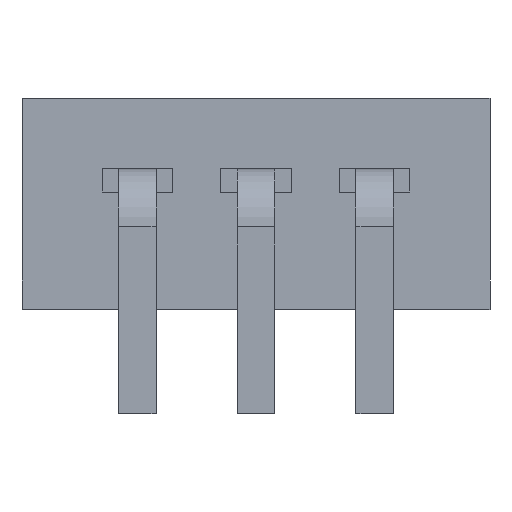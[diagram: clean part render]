
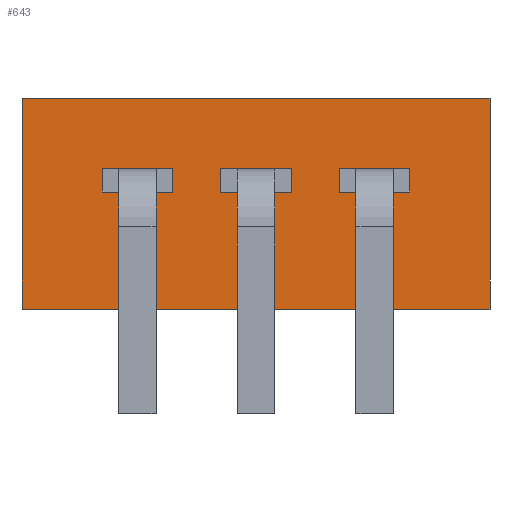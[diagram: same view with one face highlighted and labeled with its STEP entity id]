
A CAD part, top view. The second image highlights one B-rep face of the part: STEP entity #643.
In plain terms, the highlighted planar face has unit normal (0, 0, 1).
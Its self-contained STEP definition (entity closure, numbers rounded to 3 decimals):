
#58 = LINE ( 'NONE', #1963, #7974 ) ;
#107 = LINE ( 'NONE', #2845, #4753 ) ;
#145 = VECTOR ( 'NONE', #5260, 1000. ) ;
#213 = VECTOR ( 'NONE', #979, 1000. ) ;
#224 = CARTESIAN_POINT ( 'NONE',  ( 0.71, 2.99, 2. ) ) ;
#268 = DIRECTION ( 'NONE',  ( 0., 0., 1. ) ) ;
#270 = ORIENTED_EDGE ( 'NONE', *, *, #9391, .F. ) ;
#320 = LINE ( 'NONE', #883, #8688 ) ;
#383 = DIRECTION ( 'NONE',  ( -1., 0., 0. ) ) ;
#419 = EDGE_CURVE ( 'NONE', #5093, #3811, #5481, .T. ) ;
#430 = DIRECTION ( 'NONE',  ( 1., 0., 0. ) ) ;
#443 = ORIENTED_EDGE ( 'NONE', *, *, #8854, .F. ) ;
#527 = CARTESIAN_POINT ( 'NONE',  ( 7.29, 2.49, 2. ) ) ;
#537 = VERTEX_POINT ( 'NONE', #3631 ) ;
#582 = LINE ( 'NONE', #7975, #8461 ) ;
#621 = LINE ( 'NONE', #8727, #6968 ) ;
#643 = ADVANCED_FACE ( 'NONE', ( #8751, #7826, #9583, #2074 ), #4094, .T. ) ;
#883 = CARTESIAN_POINT ( 'NONE',  ( 2.21, 2.99, 2. ) ) ;
#919 = EDGE_CURVE ( 'NONE', #1374, #8915, #5887, .T. ) ;
#979 = DIRECTION ( 'NONE',  ( 0., -1., 0. ) ) ;
#1076 = CARTESIAN_POINT ( 'NONE',  ( 9.01, -0.01, 2. ) ) ;
#1125 = LINE ( 'NONE', #8106, #6994 ) ;
#1302 = CARTESIAN_POINT ( 'NONE',  ( 0.71, 2.49, 2. ) ) ;
#1317 = EDGE_CURVE ( 'NONE', #5582, #1481, #5988, .T. ) ;
#1365 = CARTESIAN_POINT ( 'NONE',  ( 4.75, 2.49, 2. ) ) ;
#1374 = VERTEX_POINT ( 'NONE', #224 ) ;
#1411 = ORIENTED_EDGE ( 'NONE', *, *, #6703, .F. ) ;
#1481 = VERTEX_POINT ( 'NONE', #4802 ) ;
#1549 = EDGE_LOOP ( 'NONE', ( #7173, #4639, #4934, #5027 ) ) ;
#1783 = LINE ( 'NONE', #2763, #6321 ) ;
#1786 = CARTESIAN_POINT ( 'NONE',  ( 7.29, 2.99, 2. ) ) ;
#1886 = DIRECTION ( 'NONE',  ( 1., 0., 0. ) ) ;
#1939 = DIRECTION ( 'NONE',  ( 0., 1., 0. ) ) ;
#1963 = CARTESIAN_POINT ( 'NONE',  ( 0., -0.01, 2. ) ) ;
#2016 = VECTOR ( 'NONE', #1939, 1000. ) ;
#2074 = FACE_BOUND ( 'NONE', #5267, .T. ) ;
#2188 = ORIENTED_EDGE ( 'NONE', *, *, #9482, .F. ) ;
#2228 = CARTESIAN_POINT ( 'NONE',  ( -1.01, 4.5, 2. ) ) ;
#2426 = EDGE_CURVE ( 'NONE', #8067, #2589, #4059, .T. ) ;
#2492 = EDGE_CURVE ( 'NONE', #9587, #5093, #582, .T. ) ;
#2517 = VECTOR ( 'NONE', #9162, 1000. ) ;
#2571 = CARTESIAN_POINT ( 'NONE',  ( 0.71, 2.99, 2. ) ) ;
#2589 = VERTEX_POINT ( 'NONE', #3350 ) ;
#2601 = LINE ( 'NONE', #8958, #7996 ) ;
#2717 = DIRECTION ( 'NONE',  ( 0., 1., 0. ) ) ;
#2746 = CARTESIAN_POINT ( 'NONE',  ( 2.21, 2.99, 2. ) ) ;
#2750 = EDGE_CURVE ( 'NONE', #7950, #6807, #4286, .T. ) ;
#2763 = CARTESIAN_POINT ( 'NONE',  ( 5.79, 2.99, 2. ) ) ;
#2801 = CARTESIAN_POINT ( 'NONE',  ( -1.01, -0.01, 2. ) ) ;
#2845 = CARTESIAN_POINT ( 'NONE',  ( 5.79, 2.49, 2. ) ) ;
#2848 = EDGE_CURVE ( 'NONE', #4478, #1481, #4973, .T. ) ;
#2865 = VECTOR ( 'NONE', #7263, 1000. ) ;
#2973 = ORIENTED_EDGE ( 'NONE', *, *, #919, .F. ) ;
#3350 = CARTESIAN_POINT ( 'NONE',  ( 7.29, 2.99, 2. ) ) ;
#3521 = DIRECTION ( 'NONE',  ( 1., 0., 0. ) ) ;
#3631 = CARTESIAN_POINT ( 'NONE',  ( 2.21, 2.49, 2. ) ) ;
#3633 = EDGE_CURVE ( 'NONE', #8915, #537, #1125, .T. ) ;
#3681 = ORIENTED_EDGE ( 'NONE', *, *, #419, .F. ) ;
#3811 = VERTEX_POINT ( 'NONE', #4491 ) ;
#4059 = LINE ( 'NONE', #1786, #2016 ) ;
#4094 = PLANE ( 'NONE',  #6326 ) ;
#4152 = CARTESIAN_POINT ( 'NONE',  ( 3.25, 2.99, 2. ) ) ;
#4191 = EDGE_CURVE ( 'NONE', #8388, #5582, #5292, .T. ) ;
#4220 = ORIENTED_EDGE ( 'NONE', *, *, #2426, .F. ) ;
#4286 = LINE ( 'NONE', #7147, #213 ) ;
#4296 = DIRECTION ( 'NONE',  ( 0., 1., 0. ) ) ;
#4340 = EDGE_LOOP ( 'NONE', ( #1411, #9038, #443, #4220 ) ) ;
#4478 = VERTEX_POINT ( 'NONE', #1076 ) ;
#4491 = CARTESIAN_POINT ( 'NONE',  ( 3.25, 2.99, 2. ) ) ;
#4586 = EDGE_CURVE ( 'NONE', #8388, #4478, #58, .T. ) ;
#4639 = ORIENTED_EDGE ( 'NONE', *, *, #1317, .F. ) ;
#4753 = VECTOR ( 'NONE', #430, 1000. ) ;
#4802 = CARTESIAN_POINT ( 'NONE',  ( 9.01, 4.5, 2. ) ) ;
#4934 = ORIENTED_EDGE ( 'NONE', *, *, #4191, .F. ) ;
#4973 = LINE ( 'NONE', #5110, #6910 ) ;
#5027 = ORIENTED_EDGE ( 'NONE', *, *, #4586, .T. ) ;
#5093 = VERTEX_POINT ( 'NONE', #7351 ) ;
#5110 = CARTESIAN_POINT ( 'NONE',  ( 9.01, -0.01, 2. ) ) ;
#5260 = DIRECTION ( 'NONE',  ( 0., -1., 0. ) ) ;
#5267 = EDGE_LOOP ( 'NONE', ( #8492, #2973, #9527, #270 ) ) ;
#5292 = LINE ( 'NONE', #2801, #7611 ) ;
#5481 = LINE ( 'NONE', #4152, #2865 ) ;
#5532 = CARTESIAN_POINT ( 'NONE',  ( 0.71, 2.99, 2. ) ) ;
#5553 = EDGE_LOOP ( 'NONE', ( #8903, #2188, #3681, #5982 ) ) ;
#5582 = VERTEX_POINT ( 'NONE', #2228 ) ;
#5617 = DIRECTION ( 'NONE',  ( 1., 0., 0. ) ) ;
#5779 = DIRECTION ( 'NONE',  ( 0., 1., 0. ) ) ;
#5785 = EDGE_CURVE ( 'NONE', #7426, #9587, #621, .T. ) ;
#5873 = DIRECTION ( 'NONE',  ( 1., 0., 0. ) ) ;
#5887 = LINE ( 'NONE', #5532, #145 ) ;
#5982 = ORIENTED_EDGE ( 'NONE', *, *, #2492, .F. ) ;
#5988 = LINE ( 'NONE', #9130, #2517 ) ;
#6176 = EDGE_CURVE ( 'NONE', #9891, #1374, #9317, .T. ) ;
#6321 = VECTOR ( 'NONE', #383, 1000. ) ;
#6326 = AXIS2_PLACEMENT_3D ( 'NONE', #9413, #268, #5617 ) ;
#6703 = EDGE_CURVE ( 'NONE', #6807, #8067, #107, .T. ) ;
#6807 = VERTEX_POINT ( 'NONE', #9093 ) ;
#6910 = VECTOR ( 'NONE', #5779, 1000. ) ;
#6956 = VECTOR ( 'NONE', #9267, 1000. ) ;
#6968 = VECTOR ( 'NONE', #1886, 1000. ) ;
#6994 = VECTOR ( 'NONE', #5873, 1000. ) ;
#7147 = CARTESIAN_POINT ( 'NONE',  ( 5.79, 2.99, 2. ) ) ;
#7173 = ORIENTED_EDGE ( 'NONE', *, *, #2848, .T. ) ;
#7263 = DIRECTION ( 'NONE',  ( -1., 0., 0. ) ) ;
#7351 = CARTESIAN_POINT ( 'NONE',  ( 4.75, 2.99, 2. ) ) ;
#7426 = VERTEX_POINT ( 'NONE', #9802 ) ;
#7611 = VECTOR ( 'NONE', #8061, 1000. ) ;
#7826 = FACE_OUTER_BOUND ( 'NONE', #1549, .T. ) ;
#7950 = VERTEX_POINT ( 'NONE', #8770 ) ;
#7974 = VECTOR ( 'NONE', #3521, 1000. ) ;
#7975 = CARTESIAN_POINT ( 'NONE',  ( 4.75, 2.99, 2. ) ) ;
#7996 = VECTOR ( 'NONE', #9682, 1000. ) ;
#8061 = DIRECTION ( 'NONE',  ( 0., 1., 0. ) ) ;
#8067 = VERTEX_POINT ( 'NONE', #527 ) ;
#8106 = CARTESIAN_POINT ( 'NONE',  ( 0.71, 2.49, 2. ) ) ;
#8388 = VERTEX_POINT ( 'NONE', #9445 ) ;
#8461 = VECTOR ( 'NONE', #2717, 1000. ) ;
#8492 = ORIENTED_EDGE ( 'NONE', *, *, #3633, .F. ) ;
#8688 = VECTOR ( 'NONE', #4296, 1000. ) ;
#8727 = CARTESIAN_POINT ( 'NONE',  ( 3.25, 2.49, 2. ) ) ;
#8751 = FACE_BOUND ( 'NONE', #4340, .T. ) ;
#8770 = CARTESIAN_POINT ( 'NONE',  ( 5.79, 2.99, 2. ) ) ;
#8854 = EDGE_CURVE ( 'NONE', #2589, #7950, #1783, .T. ) ;
#8903 = ORIENTED_EDGE ( 'NONE', *, *, #5785, .F. ) ;
#8915 = VERTEX_POINT ( 'NONE', #1302 ) ;
#8958 = CARTESIAN_POINT ( 'NONE',  ( 3.25, 2.99, 2. ) ) ;
#9038 = ORIENTED_EDGE ( 'NONE', *, *, #2750, .F. ) ;
#9093 = CARTESIAN_POINT ( 'NONE',  ( 5.79, 2.49, 2. ) ) ;
#9130 = CARTESIAN_POINT ( 'NONE',  ( 0., 4.5, 2. ) ) ;
#9162 = DIRECTION ( 'NONE',  ( 1., 0., 0. ) ) ;
#9267 = DIRECTION ( 'NONE',  ( -1., 0., 0. ) ) ;
#9317 = LINE ( 'NONE', #2571, #6956 ) ;
#9391 = EDGE_CURVE ( 'NONE', #537, #9891, #320, .T. ) ;
#9413 = CARTESIAN_POINT ( 'NONE',  ( 0., -0.01, 2. ) ) ;
#9445 = CARTESIAN_POINT ( 'NONE',  ( -1.01, -0.01, 2. ) ) ;
#9482 = EDGE_CURVE ( 'NONE', #3811, #7426, #2601, .T. ) ;
#9527 = ORIENTED_EDGE ( 'NONE', *, *, #6176, .F. ) ;
#9583 = FACE_BOUND ( 'NONE', #5553, .T. ) ;
#9587 = VERTEX_POINT ( 'NONE', #1365 ) ;
#9682 = DIRECTION ( 'NONE',  ( 0., -1., 0. ) ) ;
#9802 = CARTESIAN_POINT ( 'NONE',  ( 3.25, 2.49, 2. ) ) ;
#9891 = VERTEX_POINT ( 'NONE', #2746 ) ;
